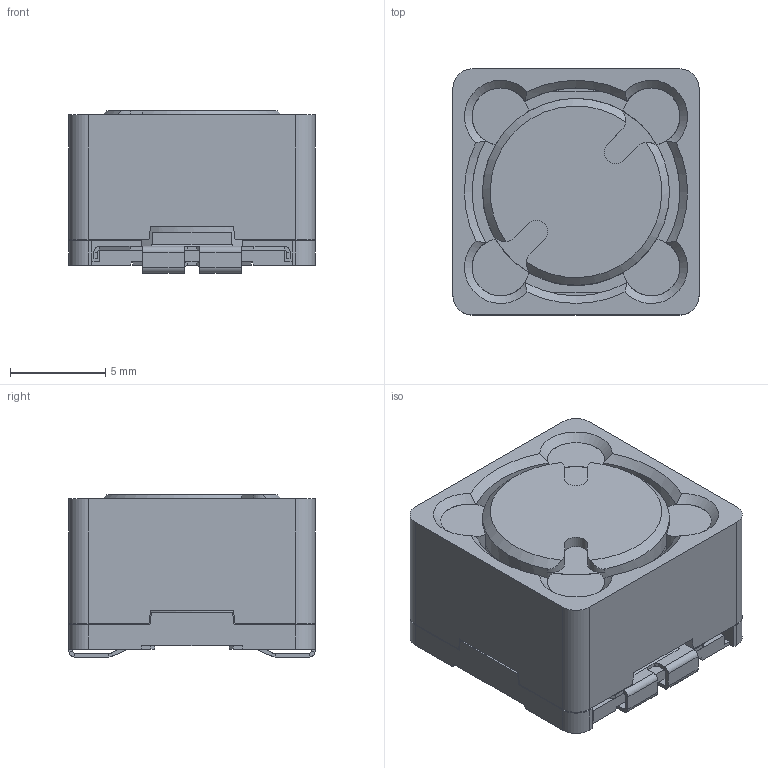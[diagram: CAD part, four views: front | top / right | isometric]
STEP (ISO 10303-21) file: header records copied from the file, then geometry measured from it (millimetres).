
FILE_DESCRIPTION(('STEP AP214'), '1');
FILE_NAME('SRR1208', '2018-05-22T18:57:03', ('Nobody'), (''), 'ASCON STEP Converter 1.3', 'ASCON Math Kernel', '');
FILE_SCHEMA(('AUTOMOTIVE_DESIGN { 1 0 10303 214 3 1 1}'));
Length unit declared in the file: millimetre
Bounding box: 12.9 x 12.9 x 8.5 mm (x, y, z)
Volume: 1063.3 mm3; surface area: 1600.4 mm2
Topology: 8 solids, 8 shells, 404 faces, 973 edges, 582 vertices
Faces by surface type: plane 309, cylinder 85, cone 10
Full cylindrical faces by diameter (mm): 9.8 x3
Entity records: 15025 total; most frequent: CARTESIAN_POINT 2307, DIRECTION 1954, ORIENTED_EDGE 1924, EDGE_CURVE 962, LINE 740, VECTOR 740, AXIS2_PLACEMENT_3D 607, VERTEX_POINT 572
